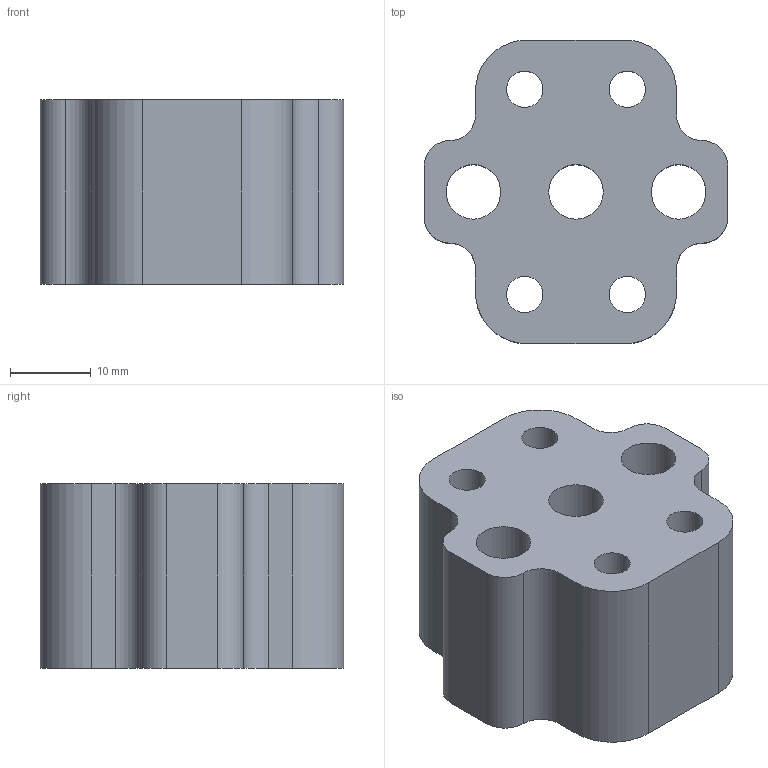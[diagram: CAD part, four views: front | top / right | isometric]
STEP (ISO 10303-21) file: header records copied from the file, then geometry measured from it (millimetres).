
FILE_DESCRIPTION(/* description */ ('STEP AP242','CAx-IF Rec.Pracs.---Representation and Presentation of Product Manufacturing Information (PMI)---4.0---2014-10-13','CAx-IF Rec.Pracs.---3D Tessellated Geometry---0.4---2014-09-14','2;1'),/* implementation_level */ '2;1');
FILE_NAME(/* name */ '6171832ce49c704e44c4cc7a',/* time_stamp */ '2021-10-21T15:11:40+00:00',/* author */ (''),/* organization */ (''),/* preprocessor_version */ 'ST-DEVELOPER v18.1',/* originating_system */ ' ',/* authorisation */ ' ');
FILE_SCHEMA (('AP242_MANAGED_MODEL_BASED_3D_ENGINEERING_MIM_LF { 1 0 10303 442 1 1 4 }'));
Length unit declared in the file: metre
Products named in the file (1): Spacer
Bounding box: 37.59 x 37.59 x 22.86 mm (x, y, z)
Volume: 18327.7 mm3; surface area: 8128 mm2
Topology: 1 solids, 1 shells, 37 faces, 97 edges, 66 vertices
Faces by surface type: cylinder 23, plane 14
Full cylindrical faces by diameter (mm): 4.496 x4, 6.756 x3, 7.938 x4
Entity records: 1128 total; most frequent: DIRECTION 204, CARTESIAN_POINT 182, ORIENTED_EDGE 164, AXIS2_PLACEMENT_3D 84, EDGE_CURVE 82, EDGE_LOOP 66, FACE_BOUND 66, VERTEX_POINT 62
